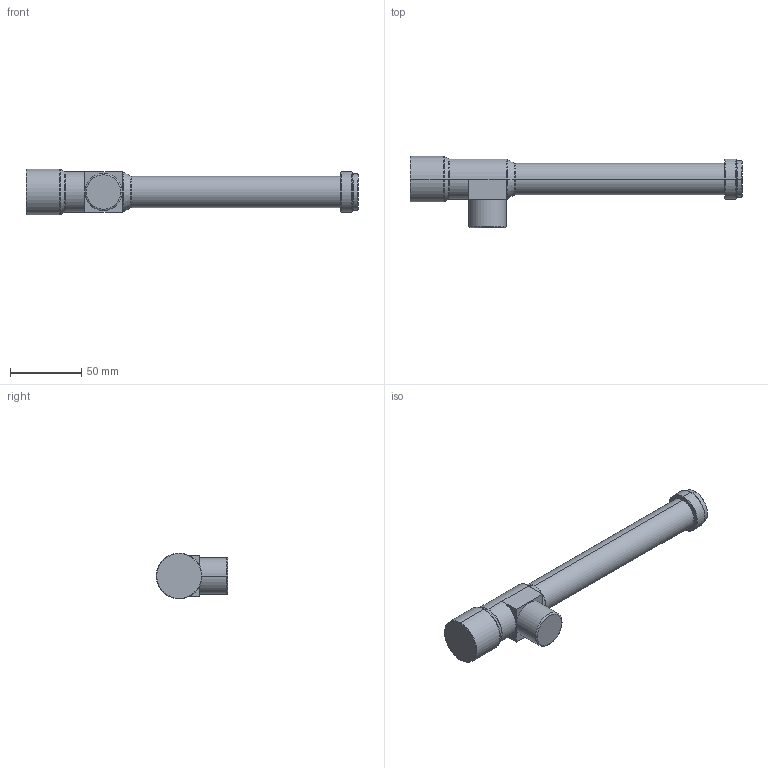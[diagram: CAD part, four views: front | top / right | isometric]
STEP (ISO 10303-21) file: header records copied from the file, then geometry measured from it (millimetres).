
FILE_DESCRIPTION (( 'STEP AP203' ), '1' );
FILE_NAME ('WWH100-108CTLV3 £¨´ø¹âÔ´£©.STEP', '2021-07-07T01:11:35', ( '' ), ( '' ), 'SwSTEP 2.0', 'SolidWorks 2017', '' );
FILE_SCHEMA (( 'CONFIG_CONTROL_DESIGN' ));
Length unit declared in the file: millimetre
Products named in the file (1): WWH100-108CTLV3 （带光源）
Bounding box: 232.2 x 50 x 32 mm (x, y, z)
Volume: 124785.5 mm3; surface area: 21747 mm2
Topology: 1 solids, 1 shells, 51 faces, 100 edges, 54 vertices
Faces by surface type: cylinder 15, plane 14, cone 12, torus 10
Entity records: 1367 total; most frequent: DIRECTION 264, CARTESIAN_POINT 206, ORIENTED_EDGE 200, AXIS2_PLACEMENT_3D 112, EDGE_CURVE 100, CIRCLE 60, EDGE_LOOP 54, VERTEX_POINT 54
